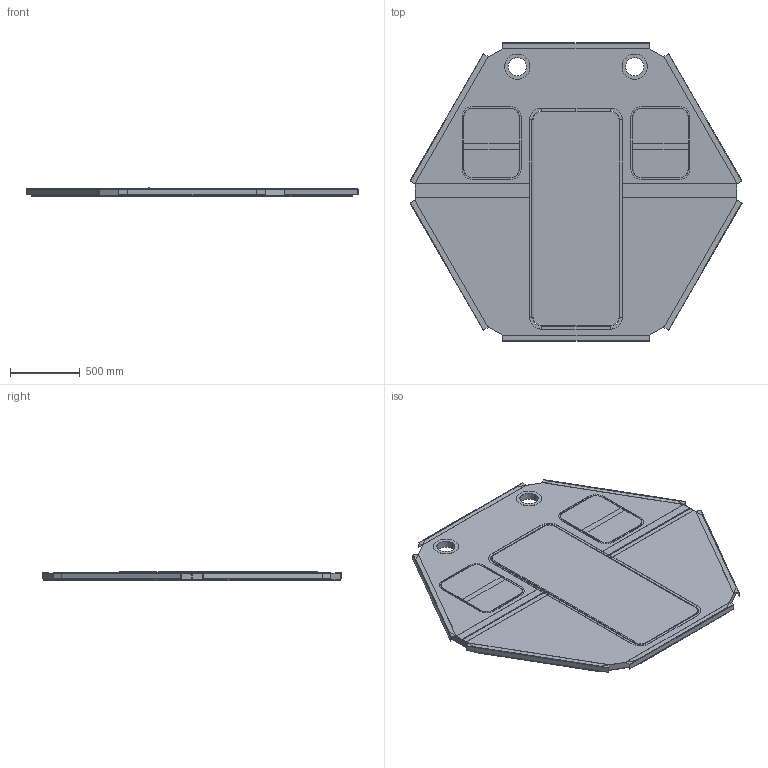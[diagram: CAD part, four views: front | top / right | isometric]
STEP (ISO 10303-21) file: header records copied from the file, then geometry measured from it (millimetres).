
FILE_DESCRIPTION (( 'STEP AP203' ), '1' );
FILE_NAME ('CELL-019-DW_REV_.step', '2025-08-17T03:56:51', ( '' ), ( '' ), 'SwSTEP 2.0', 'SolidWorks 2024', '' );
FILE_SCHEMA (( 'CONFIG_CONTROL_DESIGN' ));
Length unit declared in the file: millimetre
Products named in the file (9): CARAVAN-DOOR_CLOSED; Part15^cell v02 cap; CARAVAN-WINDOW_VERT-WINDOW-S; TMP-0010_TMP-0010-L; CARAVANVENT; Part14^cell v02 cap_Default<As Machined>; CELL-019-DW_REV_
Assembly tree (9 placements, depth 2):
  CELL-019-DW_REV_
    TMP-0010_TMP-0010-L
    TMP-0010_TMP-0010-L
    CARAVAN-WINDOW_VERT-WINDOW-S  x2
    CARAVAN-DOOR_CLOSED
    CARAVANVENT
    CARAVANVENT
    Part14^cell v02 cap_Default<As Machined>
    Part15^cell v02 cap
Bounding box: 2373.05 x 2133.94 x 60.61 mm (x, y, z)
Volume: 191997487.6 mm3; surface area: 21974106.3 mm2
Topology: 36 solids, 36 shells, 867 faces, 2003 edges, 1196 vertices
Faces by surface type: plane 632, cylinder 235
Entity records: 21102 total; most frequent: CARTESIAN_POINT 3512, DIRECTION 3505, ORIENTED_EDGE 3370, EDGE_CURVE 1685, LINE 1263, VECTOR 1263, AXIS2_PLACEMENT_3D 1121, VERTEX_POINT 1032
